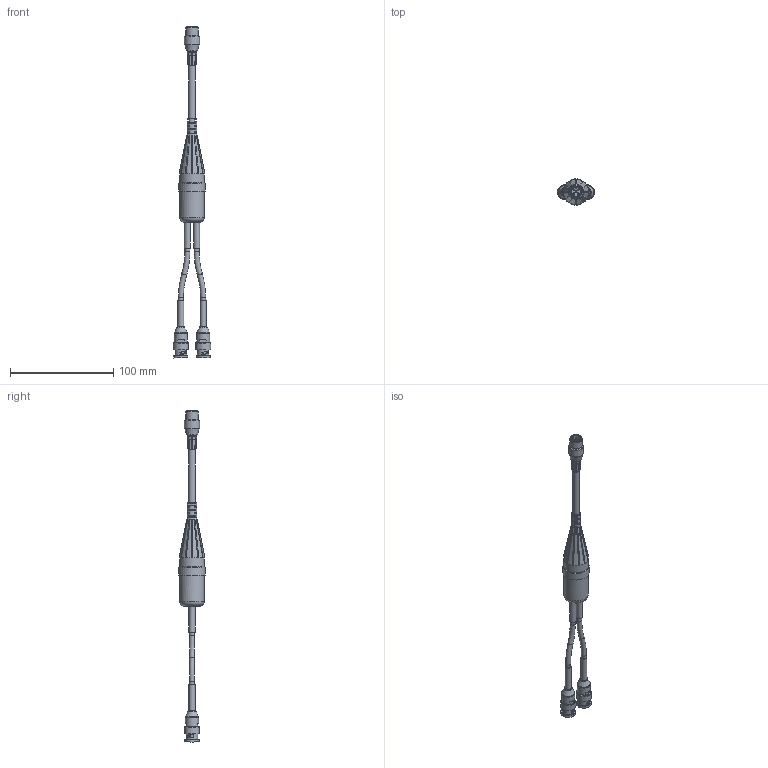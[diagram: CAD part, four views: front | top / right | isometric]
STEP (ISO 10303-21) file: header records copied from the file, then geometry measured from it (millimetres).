
FILE_DESCRIPTION(/* description */ (''),/* implementation_level */ '2;1');
FILE_NAME(/* name */ 'CMX2162-F.stp',/* time_stamp */ '2017-05-08T12:26:18-04:00',/* author */ ('aneininger'),/* organization */ ('CONNECTION TECHNOLOGY CENTER'),/* preprocessor_version */ 'ST-DEVELOPER v16.5',/* originating_system */ 'Autodesk Inventor 2017',/* authorisation */ '');
FILE_SCHEMA (('AUTOMOTIVE_DESIGN { 1 0 10303 214 3 1 1 }'));
Length unit declared in the file: inch
Products named in the file (1): CMX2162-F
Bounding box: 36.09 x 25.31 x 321.49 mm (x, y, z)
Volume: 46975.4 mm3; surface area: 19166.3 mm2
Topology: 2 solids, 2 shells, 772 faces, 1962 edges, 1239 vertices
Faces by surface type: plane 353, cylinder 225, bspline 96, torus 66, cone 27, sphere 5
Full cylindrical faces by diameter (mm): 0.991 x5, 1.27 x5, 1.397 x4, 1.524 x1, 1.676 x1, 1.981 x2, 2.032 x2, 4.826 x4, 4.953 x2, 5.715 x1, 5.842 x3, 6.35 x1, 8.382 x1, 8.433 x1, 8.89 x1, 9.525 x1, 9.779 x1, 9.906 x1, 9.944 x2, 10.414 x1, 10.922 x1, 11.303 x2, 11.836 x1, 12.7 x4, 13.716 x1, 13.843 x2, 14.5 x2, 14.58 x1, 23.876 x1, 24.13 x1
Entity records: 28228 total; most frequent: CARTESIAN_POINT 9619, DIRECTION 3679, ORIENTED_EDGE 3656, EDGE_CURVE 1828, AXIS2_PLACEMENT_3D 1481, VERTEX_POINT 1202, EDGE_LOOP 920, FACE_OUTER_BOUND 770
